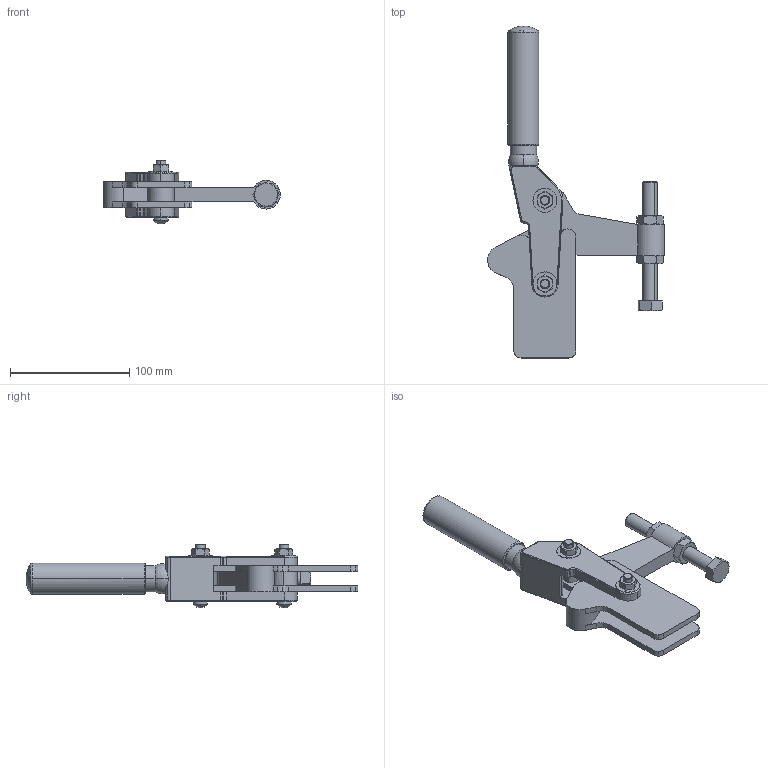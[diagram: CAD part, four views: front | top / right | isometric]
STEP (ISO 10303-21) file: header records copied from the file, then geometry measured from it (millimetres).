
FILE_DESCRIPTION(('CATIA V5 STEP Exchange'),'2;1');
FILE_NAME('MODULSPANNER_TS_V_HD_1300_S_357828.stp','2018-08-16T12:00:27+00:00',('none'),('none'),'CATIA Version 5 Release 19 SP 9 (IN-10)','CATIA V5 STEP AP214','none');
FILE_SCHEMA(('AUTOMOTIVE_DESIGN { 1 0 10303 214 1 1 1 1 }'));
Length unit declared in the file: millimetre
Products named in the file (1): MODULSPANNER_TS_V_HD_1300_S_357828
Bounding box: 147.99 x 277.92 x 53.47 mm (x, y, z)
Volume: 267758.5 mm3; surface area: 66212.5 mm2
Topology: 1 solids, 4 shells, 336 faces, 898 edges, 578 vertices
Faces by surface type: cylinder 140, plane 104, cone 60, torus 22, sphere 10
Entity records: 11527 total; most frequent: CARTESIAN_POINT 3680, ORIENTED_EDGE 1788, DIRECTION 1305, EDGE_CURVE 894, AXIS2_PLACEMENT_3D 632, VERTEX_POINT 576, EDGE_LOOP 358, VECTOR 350
